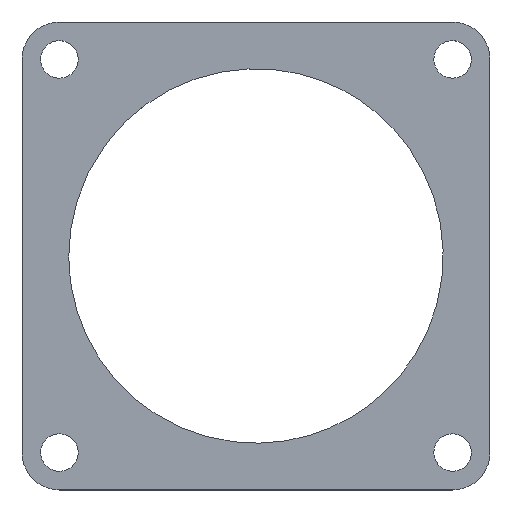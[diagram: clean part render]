
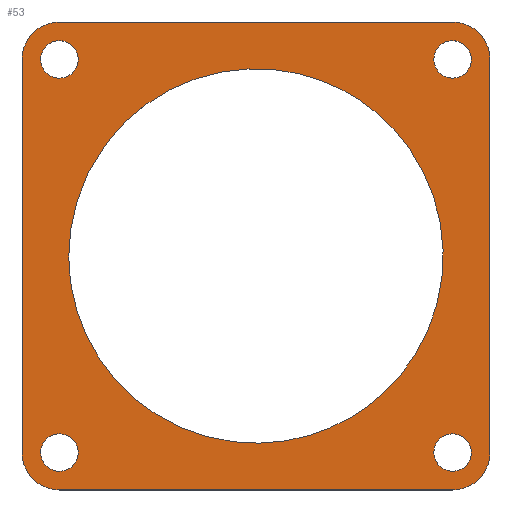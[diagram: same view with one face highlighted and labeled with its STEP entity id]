
A CAD part, top view. The second image highlights one B-rep face of the part: STEP entity #53.
In plain terms, the highlighted free-form (B-spline) face has degree [1, 1] with [2, 2] control points.
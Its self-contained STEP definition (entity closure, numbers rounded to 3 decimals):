
#21 = EDGE_CURVE('',#22,#24,#26,.T.);
#22 = VERTEX_POINT('',#23);
#23 = CARTESIAN_POINT('',(-42.166,-35.42,0.422
    ));
#24 = VERTEX_POINT('',#25);
#25 = CARTESIAN_POINT('',(-42.166,35.42,0.422
    ));
#26 = B_SPLINE_CURVE_WITH_KNOTS('',1,(#27,#28),.UNSPECIFIED.,.F.,.F.,(2,
    2),(8.,92.),.PIECEWISE_BEZIER_KNOTS.);
#27 = CARTESIAN_POINT('',(-42.166,-35.42,0.422
    ));
#28 = CARTESIAN_POINT('',(-42.166,35.42,0.422
    ));
#53 = ADVANCED_FACE('',(#54,#108,#122,#136,#150,#164),#178,.T.);
#54 = FACE_BOUND('',#55,.T.);
#55 = EDGE_LOOP('',(#56,#57,#65,#72,#80,#87,#95,#102));
#56 = ORIENTED_EDGE('',*,*,#21,.F.);
#57 = ORIENTED_EDGE('',*,*,#58,.T.);
#58 = EDGE_CURVE('',#22,#59,#61,.T.);
#59 = VERTEX_POINT('',#60);
#60 = CARTESIAN_POINT('',(-35.42,-42.166,0.422
    ));
#61 = ( BOUNDED_CURVE() B_SPLINE_CURVE(2,(#62,#63,#64),.UNSPECIFIED.,.F.
,.F.) B_SPLINE_CURVE_WITH_KNOTS((3,3),(4.712,6.283),
.PIECEWISE_BEZIER_KNOTS.) CURVE() GEOMETRIC_REPRESENTATION_ITEM() 
RATIONAL_B_SPLINE_CURVE((1.,0.707,1.)) REPRESENTATION_ITEM('') 
  );
#62 = CARTESIAN_POINT('',(-42.166,-35.42,0.422
    ));
#63 = CARTESIAN_POINT('',(-42.166,-42.166,0.422
    ));
#64 = CARTESIAN_POINT('',(-35.42,-42.166,0.422
    ));
#65 = ORIENTED_EDGE('',*,*,#66,.T.);
#66 = EDGE_CURVE('',#59,#67,#69,.T.);
#67 = VERTEX_POINT('',#68);
#68 = CARTESIAN_POINT('',(35.42,-42.166,0.422
    ));
#69 = B_SPLINE_CURVE_WITH_KNOTS('',1,(#70,#71),.UNSPECIFIED.,.F.,.F.,(2,
    2),(8.,92.),.PIECEWISE_BEZIER_KNOTS.);
#70 = CARTESIAN_POINT('',(-35.42,-42.166,0.422
    ));
#71 = CARTESIAN_POINT('',(35.42,-42.166,0.422
    ));
#72 = ORIENTED_EDGE('',*,*,#73,.F.);
#73 = EDGE_CURVE('',#74,#67,#76,.T.);
#74 = VERTEX_POINT('',#75);
#75 = CARTESIAN_POINT('',(42.166,-35.42,0.422
    ));
#76 = ( BOUNDED_CURVE() B_SPLINE_CURVE(2,(#77,#78,#79),.UNSPECIFIED.,.F.
,.F.) B_SPLINE_CURVE_WITH_KNOTS((3,3),(4.712,6.283),
.PIECEWISE_BEZIER_KNOTS.) CURVE() GEOMETRIC_REPRESENTATION_ITEM() 
RATIONAL_B_SPLINE_CURVE((1.,0.707,1.)) REPRESENTATION_ITEM('') 
  );
#77 = CARTESIAN_POINT('',(42.166,-35.42,0.422
    ));
#78 = CARTESIAN_POINT('',(42.166,-42.166,0.422
    ));
#79 = CARTESIAN_POINT('',(35.42,-42.166,0.422
    ));
#80 = ORIENTED_EDGE('',*,*,#81,.T.);
#81 = EDGE_CURVE('',#74,#82,#84,.T.);
#82 = VERTEX_POINT('',#83);
#83 = CARTESIAN_POINT('',(42.166,35.42,0.422
    ));
#84 = B_SPLINE_CURVE_WITH_KNOTS('',1,(#85,#86),.UNSPECIFIED.,.F.,.F.,(2,
    2),(8.,92.),.PIECEWISE_BEZIER_KNOTS.);
#85 = CARTESIAN_POINT('',(42.166,-35.42,0.422
    ));
#86 = CARTESIAN_POINT('',(42.166,35.42,0.422
    ));
#87 = ORIENTED_EDGE('',*,*,#88,.T.);
#88 = EDGE_CURVE('',#82,#89,#91,.T.);
#89 = VERTEX_POINT('',#90);
#90 = CARTESIAN_POINT('',(35.42,42.166,0.422
    ));
#91 = ( BOUNDED_CURVE() B_SPLINE_CURVE(2,(#92,#93,#94),.UNSPECIFIED.,.F.
,.F.) B_SPLINE_CURVE_WITH_KNOTS((3,3),(1.571,3.142),
.PIECEWISE_BEZIER_KNOTS.) CURVE() GEOMETRIC_REPRESENTATION_ITEM() 
RATIONAL_B_SPLINE_CURVE((1.,0.707,1.)) REPRESENTATION_ITEM('') 
  );
#92 = CARTESIAN_POINT('',(42.166,35.42,0.422
    ));
#93 = CARTESIAN_POINT('',(42.166,42.166,0.422
    ));
#94 = CARTESIAN_POINT('',(35.42,42.166,0.422
    ));
#95 = ORIENTED_EDGE('',*,*,#96,.F.);
#96 = EDGE_CURVE('',#97,#89,#99,.T.);
#97 = VERTEX_POINT('',#98);
#98 = CARTESIAN_POINT('',(-35.42,42.166,0.422
    ));
#99 = B_SPLINE_CURVE_WITH_KNOTS('',1,(#100,#101),.UNSPECIFIED.,.F.,.F.,(
    2,2),(8.,92.),.PIECEWISE_BEZIER_KNOTS.);
#100 = CARTESIAN_POINT('',(-35.42,42.166,
    0.422));
#101 = CARTESIAN_POINT('',(35.42,42.166,
    0.422));
#102 = ORIENTED_EDGE('',*,*,#103,.F.);
#103 = EDGE_CURVE('',#24,#97,#104,.T.);
#104 = ( BOUNDED_CURVE() B_SPLINE_CURVE(2,(#105,#106,#107),
.UNSPECIFIED.,.F.,.F.) B_SPLINE_CURVE_WITH_KNOTS((3,3),(1.571,
3.142),.PIECEWISE_BEZIER_KNOTS.) CURVE() 
GEOMETRIC_REPRESENTATION_ITEM() RATIONAL_B_SPLINE_CURVE((1.,
0.707,1.)) REPRESENTATION_ITEM('') );
#105 = CARTESIAN_POINT('',(-42.166,35.42,
    0.422));
#106 = CARTESIAN_POINT('',(-42.166,42.166,
    0.422));
#107 = CARTESIAN_POINT('',(-35.42,42.166,
    0.422));
#108 = FACE_BOUND('',#109,.T.);
#109 = EDGE_LOOP('',(#110));
#110 = ORIENTED_EDGE('',*,*,#111,.T.);
#111 = EDGE_CURVE('',#112,#112,#114,.T.);
#112 = VERTEX_POINT('',#113);
#113 = CARTESIAN_POINT('',(-38.793,-35.42,
    0.422));
#114 = ( BOUNDED_CURVE() B_SPLINE_CURVE(2,(#115,#116,#117,#118,#119,#120
,#121),.UNSPECIFIED.,.T.,.F.) B_SPLINE_CURVE_WITH_KNOTS((1,2,2,2,2,1),(
    -2.094,0.,2.094,4.189,6.283,
8.378),.UNSPECIFIED.) CURVE() GEOMETRIC_REPRESENTATION_ITEM() 
RATIONAL_B_SPLINE_CURVE((1.,0.5,1.,0.5,1.,0.5,1.)) REPRESENTATION_ITEM(
  '') );
#115 = CARTESIAN_POINT('',(-38.793,-35.42,
    0.422));
#116 = CARTESIAN_POINT('',(-38.793,-29.577,
    0.422));
#117 = CARTESIAN_POINT('',(-33.733,-32.498,
    0.422));
#118 = CARTESIAN_POINT('',(-28.673,-35.42,
    0.422));
#119 = CARTESIAN_POINT('',(-33.733,-38.341,
    0.422));
#120 = CARTESIAN_POINT('',(-38.793,-41.263,0.422
    ));
#121 = CARTESIAN_POINT('',(-38.793,-35.42,
    0.422));
#122 = FACE_BOUND('',#123,.T.);
#123 = EDGE_LOOP('',(#124));
#124 = ORIENTED_EDGE('',*,*,#125,.T.);
#125 = EDGE_CURVE('',#126,#126,#128,.T.);
#126 = VERTEX_POINT('',#127);
#127 = CARTESIAN_POINT('',(32.047,-35.42,
    0.422));
#128 = ( BOUNDED_CURVE() B_SPLINE_CURVE(2,(#129,#130,#131,#132,#133,#134
,#135),.UNSPECIFIED.,.T.,.F.) B_SPLINE_CURVE_WITH_KNOTS((1,2,2,2,2,1),(
    -2.094,0.,2.094,4.189,6.283,
8.378),.UNSPECIFIED.) CURVE() GEOMETRIC_REPRESENTATION_ITEM() 
RATIONAL_B_SPLINE_CURVE((1.,0.5,1.,0.5,1.,0.5,1.)) REPRESENTATION_ITEM(
  '') );
#129 = CARTESIAN_POINT('',(32.047,-35.42,
    0.422));
#130 = CARTESIAN_POINT('',(32.047,-29.577,
    0.422));
#131 = CARTESIAN_POINT('',(37.106,-32.498,
    0.422));
#132 = CARTESIAN_POINT('',(42.166,-35.42,
    0.422));
#133 = CARTESIAN_POINT('',(37.106,-38.341,
    0.422));
#134 = CARTESIAN_POINT('',(32.047,-41.263,0.422
    ));
#135 = CARTESIAN_POINT('',(32.047,-35.42,
    0.422));
#136 = FACE_BOUND('',#137,.T.);
#137 = EDGE_LOOP('',(#138));
#138 = ORIENTED_EDGE('',*,*,#139,.T.);
#139 = EDGE_CURVE('',#140,#140,#142,.T.);
#140 = VERTEX_POINT('',#141);
#141 = CARTESIAN_POINT('',(-38.793,35.42,
    0.422));
#142 = ( BOUNDED_CURVE() B_SPLINE_CURVE(2,(#143,#144,#145,#146,#147,#148
,#149),.UNSPECIFIED.,.T.,.F.) B_SPLINE_CURVE_WITH_KNOTS((1,2,2,2,2,1),(
    -2.094,0.,2.094,4.189,6.283,
8.378),.UNSPECIFIED.) CURVE() GEOMETRIC_REPRESENTATION_ITEM() 
RATIONAL_B_SPLINE_CURVE((1.,0.5,1.,0.5,1.,0.5,1.)) REPRESENTATION_ITEM(
  '') );
#143 = CARTESIAN_POINT('',(-38.793,35.42,
    0.422));
#144 = CARTESIAN_POINT('',(-38.793,41.263,
    0.422));
#145 = CARTESIAN_POINT('',(-33.733,38.341,
    0.422));
#146 = CARTESIAN_POINT('',(-28.673,35.42,
    0.422));
#147 = CARTESIAN_POINT('',(-33.733,32.498,
    0.422));
#148 = CARTESIAN_POINT('',(-38.793,29.577,
    0.422));
#149 = CARTESIAN_POINT('',(-38.793,35.42,
    0.422));
#150 = FACE_BOUND('',#151,.T.);
#151 = EDGE_LOOP('',(#152));
#152 = ORIENTED_EDGE('',*,*,#153,.T.);
#153 = EDGE_CURVE('',#154,#154,#156,.T.);
#154 = VERTEX_POINT('',#155);
#155 = CARTESIAN_POINT('',(-33.733,0.,
    0.422));
#156 = ( BOUNDED_CURVE() B_SPLINE_CURVE(2,(#157,#158,#159,#160,#161,#162
,#163),.UNSPECIFIED.,.T.,.F.) B_SPLINE_CURVE_WITH_KNOTS((1,2,2,2,2,1),(
    -2.094,0.,2.094,4.189,6.283,
8.378),.UNSPECIFIED.) CURVE() GEOMETRIC_REPRESENTATION_ITEM() 
RATIONAL_B_SPLINE_CURVE((1.,0.5,1.,0.5,1.,0.5,1.)) REPRESENTATION_ITEM(
  '') );
#157 = CARTESIAN_POINT('',(-33.733,0.,0.422));
#158 = CARTESIAN_POINT('',(-33.733,58.428,
    0.422));
#159 = CARTESIAN_POINT('',(16.867,29.214,0.422)
  );
#160 = CARTESIAN_POINT('',(67.466,0.,
    0.422));
#161 = CARTESIAN_POINT('',(16.867,-29.214,0.422)
  );
#162 = CARTESIAN_POINT('',(-33.733,-58.428,
    0.422));
#163 = CARTESIAN_POINT('',(-33.733,0.,0.422));
#164 = FACE_BOUND('',#165,.T.);
#165 = EDGE_LOOP('',(#166));
#166 = ORIENTED_EDGE('',*,*,#167,.T.);
#167 = EDGE_CURVE('',#168,#168,#170,.T.);
#168 = VERTEX_POINT('',#169);
#169 = CARTESIAN_POINT('',(32.047,35.42,
    0.422));
#170 = ( BOUNDED_CURVE() B_SPLINE_CURVE(2,(#171,#172,#173,#174,#175,#176
,#177),.UNSPECIFIED.,.T.,.F.) B_SPLINE_CURVE_WITH_KNOTS((1,2,2,2,2,1),(
    -2.094,0.,2.094,4.189,6.283,
8.378),.UNSPECIFIED.) CURVE() GEOMETRIC_REPRESENTATION_ITEM() 
RATIONAL_B_SPLINE_CURVE((1.,0.5,1.,0.5,1.,0.5,1.)) REPRESENTATION_ITEM(
  '') );
#171 = CARTESIAN_POINT('',(32.047,35.42,
    0.422));
#172 = CARTESIAN_POINT('',(32.047,41.263,
    0.422));
#173 = CARTESIAN_POINT('',(37.106,38.341,
    0.422));
#174 = CARTESIAN_POINT('',(42.166,35.42,
    0.422));
#175 = CARTESIAN_POINT('',(37.106,32.498,
    0.422));
#176 = CARTESIAN_POINT('',(32.047,29.577,
    0.422));
#177 = CARTESIAN_POINT('',(32.047,35.42,
    0.422));
#178 = B_SPLINE_SURFACE_WITH_KNOTS('',1,1,(
    (#179,#180)
    ,(#181,#182
    )),.UNSPECIFIED.,.F.,.F.,.F.,(2,2),(2,2),(0.,100.),(0.,100.),
  .PIECEWISE_BEZIER_KNOTS.);
#179 = CARTESIAN_POINT('',(-42.166,-42.166,
    0.422));
#180 = CARTESIAN_POINT('',(-42.166,42.166,
    0.422));
#181 = CARTESIAN_POINT('',(42.166,-42.166,
    0.422));
#182 = CARTESIAN_POINT('',(42.166,42.166,
    0.422));
